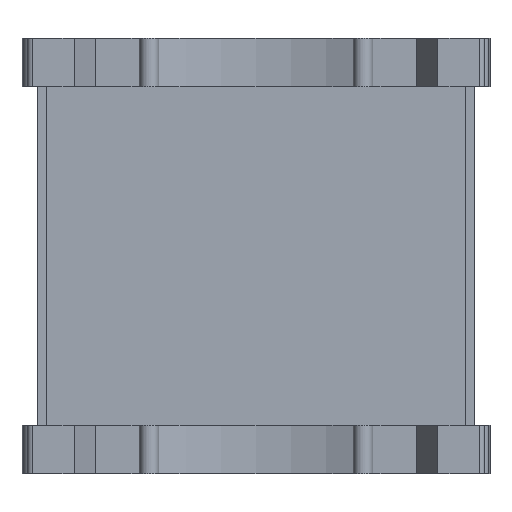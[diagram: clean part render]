
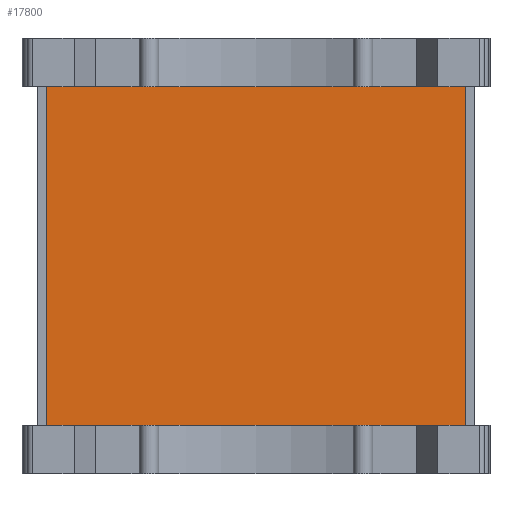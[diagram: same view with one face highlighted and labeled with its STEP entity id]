
A CAD part, front view. The second image highlights one B-rep face of the part: STEP entity #17800.
In plain terms, the highlighted planar face has unit normal (0, -1, 0).
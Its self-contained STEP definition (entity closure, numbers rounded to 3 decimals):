
#555 = CARTESIAN_POINT ( 'NONE',  ( -26.92, -11.451, -38.34 ) ) ;
#1068 = DIRECTION ( 'NONE',  ( 1., 0., 0. ) ) ;
#1264 = ORIENTED_EDGE ( 'NONE', *, *, #21700, .T. ) ;
#1584 = AXIS2_PLACEMENT_3D ( 'NONE', #19734, #12859, #1068 ) ;
#2187 = VECTOR ( 'NONE', #9020, 1000. ) ;
#2737 = CARTESIAN_POINT ( 'NONE',  ( -26.92, -11.451, -38.34 ) ) ;
#3016 = CARTESIAN_POINT ( 'NONE',  ( -26.92, -11.451, -3.5 ) ) ;
#3274 = VERTEX_POINT ( 'NONE', #2737 ) ;
#4518 = VERTEX_POINT ( 'NONE', #4895 ) ;
#4895 = CARTESIAN_POINT ( 'NONE',  ( -26.92, -11.451, -3.5 ) ) ;
#5033 = CARTESIAN_POINT ( 'NONE',  ( 16.08, -11.451, 0.65 ) ) ;
#5352 = EDGE_CURVE ( 'NONE', #10604, #7850, #11928, .T. ) ;
#6638 = ORIENTED_EDGE ( 'NONE', *, *, #15262, .T. ) ;
#7278 = ORIENTED_EDGE ( 'NONE', *, *, #20436, .T. ) ;
#7731 = ORIENTED_EDGE ( 'NONE', *, *, #5352, .F. ) ;
#7850 = VERTEX_POINT ( 'NONE', #18153 ) ;
#7965 = LINE ( 'NONE', #3016, #8485 ) ;
#8365 = FACE_OUTER_BOUND ( 'NONE', #19853, .T. ) ;
#8485 = VECTOR ( 'NONE', #14911, 1000. ) ;
#9020 = DIRECTION ( 'NONE',  ( 1., 0., 0. ) ) ;
#10060 = DIRECTION ( 'NONE',  ( 0., 0., -1. ) ) ;
#10604 = VERTEX_POINT ( 'NONE', #15826 ) ;
#11213 = PLANE ( 'NONE',  #1584 ) ;
#11928 = LINE ( 'NONE', #5033, #19945 ) ;
#12440 = CARTESIAN_POINT ( 'NONE',  ( -26.92, -11.451, 0.65 ) ) ;
#12478 = LINE ( 'NONE', #12440, #21012 ) ;
#12859 = DIRECTION ( 'NONE',  ( 0., -1., 0. ) ) ;
#14160 = DIRECTION ( 'NONE',  ( 0., 0., -1. ) ) ;
#14911 = DIRECTION ( 'NONE',  ( -1., 0., 0. ) ) ;
#15262 = EDGE_CURVE ( 'NONE', #10604, #4518, #7965, .T. ) ;
#15698 = LINE ( 'NONE', #555, #2187 ) ;
#15826 = CARTESIAN_POINT ( 'NONE',  ( 16.08, -11.451, -3.5 ) ) ;
#17800 = ADVANCED_FACE ( 'NONE', ( #8365 ), #11213, .T. ) ;
#18153 = CARTESIAN_POINT ( 'NONE',  ( 16.08, -11.451, -38.34 ) ) ;
#19734 = CARTESIAN_POINT ( 'NONE',  ( 16.08, -11.451, 0.65 ) ) ;
#19853 = EDGE_LOOP ( 'NONE', ( #1264, #7278, #7731, #6638 ) ) ;
#19945 = VECTOR ( 'NONE', #10060, 1000. ) ;
#20436 = EDGE_CURVE ( 'NONE', #3274, #7850, #15698, .T. ) ;
#21012 = VECTOR ( 'NONE', #14160, 1000. ) ;
#21700 = EDGE_CURVE ( 'NONE', #4518, #3274, #12478, .T. ) ;
